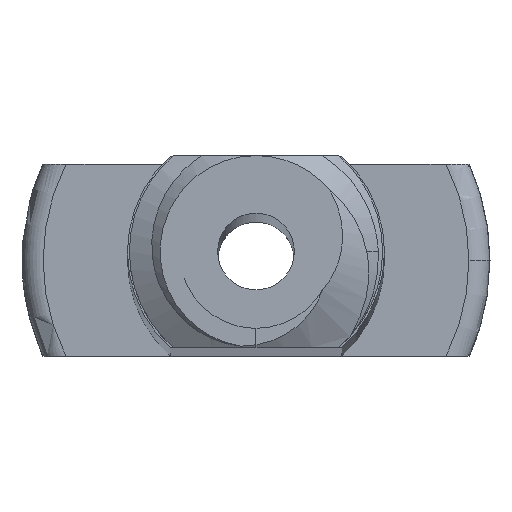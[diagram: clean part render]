
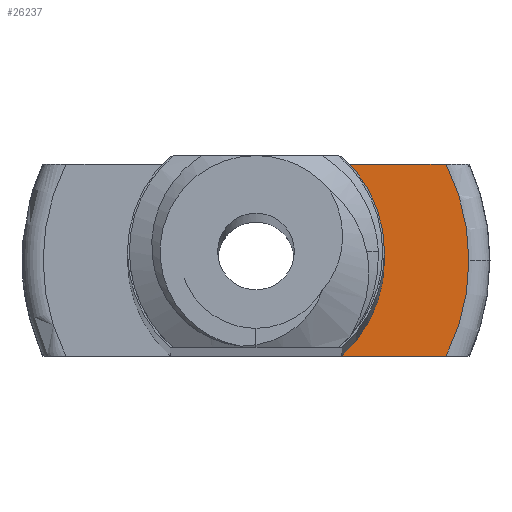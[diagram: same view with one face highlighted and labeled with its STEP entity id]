
A CAD part, top view. The second image highlights one B-rep face of the part: STEP entity #26237.
In plain terms, the highlighted planar face has unit normal (0, 0, 1).
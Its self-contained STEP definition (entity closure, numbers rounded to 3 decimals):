
#7013 = PLANE('',#7014);
#7014 = AXIS2_PLACEMENT_3D('',#7015,#7016,#7017);
#7015 = CARTESIAN_POINT('',(-12.5,-2.5,200.));
#7016 = DIRECTION('',(0.,1.,0.));
#7017 = DIRECTION('',(-1.,0.,0.));
#7802 = PLANE('',#7803);
#7803 = AXIS2_PLACEMENT_3D('',#7804,#7805,#7806);
#7804 = CARTESIAN_POINT('',(-12.5,2.5,200.));
#7805 = DIRECTION('',(0.,-1.,0.));
#7806 = DIRECTION('',(1.,0.,0.));
#10906 = VERTEX_POINT('',#10907);
#10907 = CARTESIAN_POINT('',(4.955,-2.5,0.));
#10959 = TOROIDAL_SURFACE('',#10960,5.55,0.55);
#10960 = AXIS2_PLACEMENT_3D('',#10961,#10962,#10963);
#10961 = CARTESIAN_POINT('',(0.,0.,-0.55
    ));
#10962 = DIRECTION('',(0.,0.,1.));
#10963 = DIRECTION('',(1.,0.,0.));
#10990 = EDGE_CURVE('',#10991,#10906,#10993,.T.);
#10991 = VERTEX_POINT('',#10992);
#10992 = CARTESIAN_POINT('',(2.23,-2.5,0.));
#10993 = SURFACE_CURVE('',#10994,(#10998,#11005),.PCURVE_S1.);
#10994 = LINE('',#10995,#10996);
#10995 = CARTESIAN_POINT('',(-6.25,-2.5,0.));
#10996 = VECTOR('',#10997,1.);
#10997 = DIRECTION('',(1.,0.,0.));
#10998 = PCURVE('',#7013,#10999);
#10999 = DEFINITIONAL_REPRESENTATION('',(#11000),#11004);
#11000 = LINE('',#11001,#11002);
#11001 = CARTESIAN_POINT('',(-6.25,-200.));
#11002 = VECTOR('',#11003,1.);
#11003 = DIRECTION('',(-1.,0.));
#11004 = ( GEOMETRIC_REPRESENTATION_CONTEXT(2) 
PARAMETRIC_REPRESENTATION_CONTEXT() REPRESENTATION_CONTEXT('2D SPACE',''
  ) );
#11005 = PCURVE('',#11006,#11011);
#11006 = PLANE('',#11007);
#11007 = AXIS2_PLACEMENT_3D('',#11008,#11009,#11010);
#11008 = CARTESIAN_POINT('',(0.,0.,
    0.));
#11009 = DIRECTION('',(0.,0.,-1.));
#11010 = DIRECTION('',(1.,0.,0.));
#11011 = DEFINITIONAL_REPRESENTATION('',(#11012),#11016);
#11012 = LINE('',#11013,#11014);
#11013 = CARTESIAN_POINT('',(-6.25,2.5));
#11014 = VECTOR('',#11015,1.);
#11015 = DIRECTION('',(1.,0.));
#11016 = ( GEOMETRIC_REPRESENTATION_CONTEXT(2) 
PARAMETRIC_REPRESENTATION_CONTEXT() REPRESENTATION_CONTEXT('2D SPACE',''
  ) );
#11032 = CYLINDRICAL_SURFACE('',#11033,3.35);
#11033 = AXIS2_PLACEMENT_3D('',#11034,#11035,#11036);
#11034 = CARTESIAN_POINT('',(0.,0.,
    123.6));
#11035 = DIRECTION('',(0.,0.,-1.));
#11036 = DIRECTION('',(1.,0.,0.));
#22465 = TOROIDAL_SURFACE('',#22466,5.55,0.55);
#22466 = AXIS2_PLACEMENT_3D('',#22467,#22468,#22469);
#22467 = CARTESIAN_POINT('',(0.,0.,-0.55
    ));
#22468 = DIRECTION('',(0.,0.,1.));
#22469 = DIRECTION('',(1.,0.,0.));
#24294 = VERTEX_POINT('',#24295);
#24295 = CARTESIAN_POINT('',(4.955,2.5,0.));
#24373 = EDGE_CURVE('',#24374,#24294,#24376,.T.);
#24374 = VERTEX_POINT('',#24375);
#24375 = CARTESIAN_POINT('',(2.23,2.5,0.));
#24376 = SURFACE_CURVE('',#24377,(#24381,#24388),.PCURVE_S1.);
#24377 = LINE('',#24378,#24379);
#24378 = CARTESIAN_POINT('',(-6.25,2.5,0.));
#24379 = VECTOR('',#24380,1.);
#24380 = DIRECTION('',(1.,0.,0.));
#24381 = PCURVE('',#7802,#24382);
#24382 = DEFINITIONAL_REPRESENTATION('',(#24383),#24387);
#24383 = LINE('',#24384,#24385);
#24384 = CARTESIAN_POINT('',(6.25,-200.));
#24385 = VECTOR('',#24386,1.);
#24386 = DIRECTION('',(1.,0.));
#24387 = ( GEOMETRIC_REPRESENTATION_CONTEXT(2) 
PARAMETRIC_REPRESENTATION_CONTEXT() REPRESENTATION_CONTEXT('2D SPACE',''
  ) );
#24388 = PCURVE('',#11006,#24389);
#24389 = DEFINITIONAL_REPRESENTATION('',(#24390),#24394);
#24390 = LINE('',#24391,#24392);
#24391 = CARTESIAN_POINT('',(-6.25,-2.5));
#24392 = VECTOR('',#24393,1.);
#24393 = DIRECTION('',(1.,0.));
#24394 = ( GEOMETRIC_REPRESENTATION_CONTEXT(2) 
PARAMETRIC_REPRESENTATION_CONTEXT() REPRESENTATION_CONTEXT('2D SPACE',''
  ) );
#24410 = CYLINDRICAL_SURFACE('',#24411,3.35);
#24411 = AXIS2_PLACEMENT_3D('',#24412,#24413,#24414);
#24412 = CARTESIAN_POINT('',(0.,0.,
    123.6));
#24413 = DIRECTION('',(0.,0.,-1.));
#24414 = DIRECTION('',(1.,0.,0.));
#26164 = VERTEX_POINT('',#26165);
#26165 = CARTESIAN_POINT('',(3.35,0.,0.
    ));
#26188 = EDGE_CURVE('',#26164,#10991,#26189,.T.);
#26189 = SURFACE_CURVE('',#26190,(#26195,#26202),.PCURVE_S1.);
#26190 = CIRCLE('',#26191,3.35);
#26191 = AXIS2_PLACEMENT_3D('',#26192,#26193,#26194);
#26192 = CARTESIAN_POINT('',(0.,0.,
    0.));
#26193 = DIRECTION('',(0.,0.,-1.));
#26194 = DIRECTION('',(1.,0.,0.));
#26195 = PCURVE('',#11032,#26196);
#26196 = DEFINITIONAL_REPRESENTATION('',(#26197),#26201);
#26197 = LINE('',#26198,#26199);
#26198 = CARTESIAN_POINT('',(0.,123.6));
#26199 = VECTOR('',#26200,1.);
#26200 = DIRECTION('',(1.,0.));
#26201 = ( GEOMETRIC_REPRESENTATION_CONTEXT(2) 
PARAMETRIC_REPRESENTATION_CONTEXT() REPRESENTATION_CONTEXT('2D SPACE',''
  ) );
#26202 = PCURVE('',#11006,#26203);
#26203 = DEFINITIONAL_REPRESENTATION('',(#26204),#26208);
#26204 = CIRCLE('',#26205,3.35);
#26205 = AXIS2_PLACEMENT_2D('',#26206,#26207);
#26206 = CARTESIAN_POINT('',(0.,0.));
#26207 = DIRECTION('',(1.,0.));
#26208 = ( GEOMETRIC_REPRESENTATION_CONTEXT(2) 
PARAMETRIC_REPRESENTATION_CONTEXT() REPRESENTATION_CONTEXT('2D SPACE',''
  ) );
#26237 = ADVANCED_FACE('',(#26238),#11006,.F.);
#26238 = FACE_BOUND('',#26239,.T.);
#26239 = EDGE_LOOP('',(#26240,#26241,#26263,#26264,#26265,#26289));
#26240 = ORIENTED_EDGE('',*,*,#24373,.F.);
#26241 = ORIENTED_EDGE('',*,*,#26242,.T.);
#26242 = EDGE_CURVE('',#24374,#26164,#26243,.T.);
#26243 = SURFACE_CURVE('',#26244,(#26249,#26256),.PCURVE_S1.);
#26244 = CIRCLE('',#26245,3.35);
#26245 = AXIS2_PLACEMENT_3D('',#26246,#26247,#26248);
#26246 = CARTESIAN_POINT('',(0.,0.,
    0.));
#26247 = DIRECTION('',(0.,0.,-1.));
#26248 = DIRECTION('',(1.,0.,0.));
#26249 = PCURVE('',#11006,#26250);
#26250 = DEFINITIONAL_REPRESENTATION('',(#26251),#26255);
#26251 = CIRCLE('',#26252,3.35);
#26252 = AXIS2_PLACEMENT_2D('',#26253,#26254);
#26253 = CARTESIAN_POINT('',(0.,0.));
#26254 = DIRECTION('',(1.,0.));
#26255 = ( GEOMETRIC_REPRESENTATION_CONTEXT(2) 
PARAMETRIC_REPRESENTATION_CONTEXT() REPRESENTATION_CONTEXT('2D SPACE',''
  ) );
#26256 = PCURVE('',#24410,#26257);
#26257 = DEFINITIONAL_REPRESENTATION('',(#26258),#26262);
#26258 = LINE('',#26259,#26260);
#26259 = CARTESIAN_POINT('',(0.,123.6));
#26260 = VECTOR('',#26261,1.);
#26261 = DIRECTION('',(1.,0.));
#26262 = ( GEOMETRIC_REPRESENTATION_CONTEXT(2) 
PARAMETRIC_REPRESENTATION_CONTEXT() REPRESENTATION_CONTEXT('2D SPACE',''
  ) );
#26263 = ORIENTED_EDGE('',*,*,#26188,.T.);
#26264 = ORIENTED_EDGE('',*,*,#10990,.T.);
#26265 = ORIENTED_EDGE('',*,*,#26266,.F.);
#26266 = EDGE_CURVE('',#26267,#10906,#26269,.T.);
#26267 = VERTEX_POINT('',#26268);
#26268 = CARTESIAN_POINT('',(5.55,0.,0.
    ));
#26269 = SURFACE_CURVE('',#26270,(#26275,#26282),.PCURVE_S1.);
#26270 = CIRCLE('',#26271,5.55);
#26271 = AXIS2_PLACEMENT_3D('',#26272,#26273,#26274);
#26272 = CARTESIAN_POINT('',(0.,0.,
    0.));
#26273 = DIRECTION('',(0.,0.,-1.));
#26274 = DIRECTION('',(1.,0.,0.));
#26275 = PCURVE('',#11006,#26276);
#26276 = DEFINITIONAL_REPRESENTATION('',(#26277),#26281);
#26277 = CIRCLE('',#26278,5.55);
#26278 = AXIS2_PLACEMENT_2D('',#26279,#26280);
#26279 = CARTESIAN_POINT('',(0.,0.));
#26280 = DIRECTION('',(1.,0.));
#26281 = ( GEOMETRIC_REPRESENTATION_CONTEXT(2) 
PARAMETRIC_REPRESENTATION_CONTEXT() REPRESENTATION_CONTEXT('2D SPACE',''
  ) );
#26282 = PCURVE('',#10959,#26283);
#26283 = DEFINITIONAL_REPRESENTATION('',(#26284),#26288);
#26284 = LINE('',#26285,#26286);
#26285 = CARTESIAN_POINT('',(-0.,7.854));
#26286 = VECTOR('',#26287,1.);
#26287 = DIRECTION('',(-1.,0.));
#26288 = ( GEOMETRIC_REPRESENTATION_CONTEXT(2) 
PARAMETRIC_REPRESENTATION_CONTEXT() REPRESENTATION_CONTEXT('2D SPACE',''
  ) );
#26289 = ORIENTED_EDGE('',*,*,#26290,.F.);
#26290 = EDGE_CURVE('',#24294,#26267,#26291,.T.);
#26291 = SURFACE_CURVE('',#26292,(#26297,#26304),.PCURVE_S1.);
#26292 = CIRCLE('',#26293,5.55);
#26293 = AXIS2_PLACEMENT_3D('',#26294,#26295,#26296);
#26294 = CARTESIAN_POINT('',(0.,0.,
    0.));
#26295 = DIRECTION('',(0.,0.,-1.));
#26296 = DIRECTION('',(1.,0.,0.));
#26297 = PCURVE('',#11006,#26298);
#26298 = DEFINITIONAL_REPRESENTATION('',(#26299),#26303);
#26299 = CIRCLE('',#26300,5.55);
#26300 = AXIS2_PLACEMENT_2D('',#26301,#26302);
#26301 = CARTESIAN_POINT('',(0.,0.));
#26302 = DIRECTION('',(1.,0.));
#26303 = ( GEOMETRIC_REPRESENTATION_CONTEXT(2) 
PARAMETRIC_REPRESENTATION_CONTEXT() REPRESENTATION_CONTEXT('2D SPACE',''
  ) );
#26304 = PCURVE('',#22465,#26305);
#26305 = DEFINITIONAL_REPRESENTATION('',(#26306),#26310);
#26306 = LINE('',#26307,#26308);
#26307 = CARTESIAN_POINT('',(-0.,7.854));
#26308 = VECTOR('',#26309,1.);
#26309 = DIRECTION('',(-1.,0.));
#26310 = ( GEOMETRIC_REPRESENTATION_CONTEXT(2) 
PARAMETRIC_REPRESENTATION_CONTEXT() REPRESENTATION_CONTEXT('2D SPACE',''
  ) );
